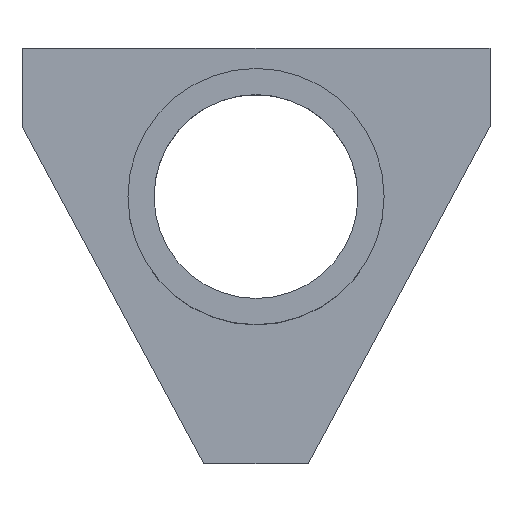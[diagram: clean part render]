
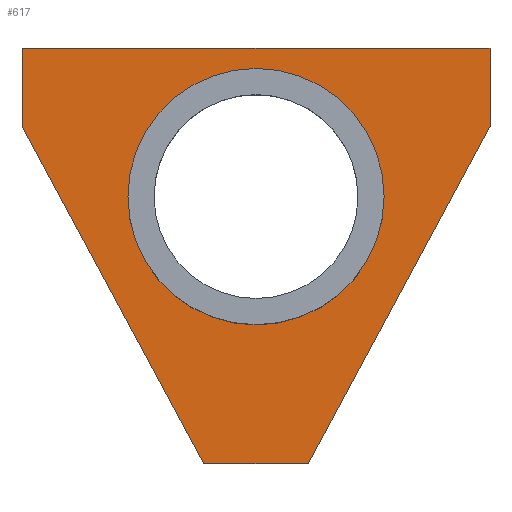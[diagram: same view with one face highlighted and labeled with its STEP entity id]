
A CAD part, top view. The second image highlights one B-rep face of the part: STEP entity #617.
In plain terms, the highlighted planar face has unit normal (0, 0, 1).
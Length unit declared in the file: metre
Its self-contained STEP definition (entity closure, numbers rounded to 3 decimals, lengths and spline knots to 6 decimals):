
#26=CIRCLE('',#666,0.026035);
#27=CIRCLE('',#671,0.026035);
#28=CIRCLE('',#675,0.031115);
#145=ORIENTED_EDGE('',*,*,#277,.F.);
#146=ORIENTED_EDGE('',*,*,#230,.T.);
#147=ORIENTED_EDGE('',*,*,#236,.T.);
#148=ORIENTED_EDGE('',*,*,#258,.T.);
#149=ORIENTED_EDGE('',*,*,#260,.T.);
#150=ORIENTED_EDGE('',*,*,#262,.T.);
#151=ORIENTED_EDGE('',*,*,#264,.T.);
#152=ORIENTED_EDGE('',*,*,#269,.T.);
#153=ORIENTED_EDGE('',*,*,#271,.T.);
#154=ORIENTED_EDGE('',*,*,#273,.T.);
#155=ORIENTED_EDGE('',*,*,#275,.T.);
#156=ORIENTED_EDGE('',*,*,#276,.T.);
#157=ORIENTED_EDGE('',*,*,#252,.T.);
#230=EDGE_CURVE('',#314,#313,#372,.T.);
#236=EDGE_CURVE('',#313,#317,#378,.T.);
#252=EDGE_CURVE('',#329,#314,#390,.T.);
#258=EDGE_CURVE('',#317,#332,#394,.T.);
#260=EDGE_CURVE('',#332,#333,#396,.T.);
#262=EDGE_CURVE('',#333,#334,#26,.T.);
#264=EDGE_CURVE('',#334,#335,#399,.T.);
#269=EDGE_CURVE('',#335,#338,#404,.T.);
#271=EDGE_CURVE('',#338,#339,#406,.T.);
#273=EDGE_CURVE('',#339,#340,#27,.T.);
#275=EDGE_CURVE('',#340,#341,#409,.T.);
#276=EDGE_CURVE('',#341,#329,#410,.T.);
#277=EDGE_CURVE('',#342,#342,#28,.T.);
#313=VERTEX_POINT('',#921);
#314=VERTEX_POINT('',#923);
#317=VERTEX_POINT('',#932);
#329=VERTEX_POINT('',#965);
#332=VERTEX_POINT('',#975);
#333=VERTEX_POINT('',#979);
#334=VERTEX_POINT('',#983);
#335=VERTEX_POINT('',#987);
#338=VERTEX_POINT('',#996);
#339=VERTEX_POINT('',#1000);
#340=VERTEX_POINT('',#1004);
#341=VERTEX_POINT('',#1008);
#342=VERTEX_POINT('',#1014);
#372=LINE('',#922,#440);
#378=LINE('',#933,#446);
#390=LINE('',#964,#458);
#394=LINE('',#976,#462);
#396=LINE('',#980,#464);
#399=LINE('',#988,#467);
#404=LINE('',#997,#472);
#406=LINE('',#1001,#474);
#409=LINE('',#1009,#477);
#410=LINE('',#1011,#478);
#440=VECTOR('',#734,1.);
#446=VECTOR('',#742,1.);
#458=VECTOR('',#770,1.);
#462=VECTOR('',#782,1.);
#464=VECTOR('',#786,1.);
#467=VECTOR('',#795,1.);
#472=VECTOR('',#802,1.);
#474=VECTOR('',#806,1.);
#477=VECTOR('',#815,1.);
#478=VECTOR('',#818,1.);
#507=EDGE_LOOP('',(#145));
#508=EDGE_LOOP('',(#146,#147,#148,#149,#150,#151,#152,#153,#154,#155,#156,
#157));
#549=FACE_BOUND('',#507,.T.);
#550=FACE_BOUND('',#508,.T.);
#587=PLANE('',#674);
#617=ADVANCED_FACE('',(#549,#550),#587,.T.);
#666=AXIS2_PLACEMENT_3D('',#984,#790,#791);
#671=AXIS2_PLACEMENT_3D('',#1005,#810,#811);
#674=AXIS2_PLACEMENT_3D('',#1012,#819,#820);
#675=AXIS2_PLACEMENT_3D('',#1013,#821,#822);
#734=DIRECTION('',(1.,0.,0.));
#742=DIRECTION('',(0.474,0.88,0.));
#770=DIRECTION('',(0.474,-0.88,0.));
#782=DIRECTION('',(0.,1.,0.));
#786=DIRECTION('',(-1.,0.,0.));
#790=DIRECTION('',(0.,0.,1.));
#791=DIRECTION('',(1.,0.,0.));
#795=DIRECTION('',(0.,1.,0.));
#802=DIRECTION('',(-1.,0.,0.));
#806=DIRECTION('',(0.,-1.,0.));
#810=DIRECTION('',(0.,0.,1.));
#811=DIRECTION('',(1.,0.,0.));
#815=DIRECTION('',(-1.,0.,0.));
#818=DIRECTION('',(0.,-1.,0.));
#819=DIRECTION('',(0.,0.,1.));
#820=DIRECTION('',(1.,0.,0.));
#821=DIRECTION('',(0.,0.,1.));
#822=DIRECTION('',(1.,0.,0.));
#921=CARTESIAN_POINT('',(0.012694,-0.0585,0.02413));
#922=CARTESIAN_POINT('',(-0.000006,-0.0585,0.02413));
#923=CARTESIAN_POINT('',(-0.012706,-0.0585,0.02413));
#932=CARTESIAN_POINT('',(0.056827,0.023415,0.02413));
#933=CARTESIAN_POINT('',(0.034761,-0.017542,0.02413));
#964=CARTESIAN_POINT('',(-0.034772,-0.017542,0.02413));
#965=CARTESIAN_POINT('',(-0.056838,0.023415,0.02413));
#975=CARTESIAN_POINT('',(0.056827,0.042465,0.02413));
#976=CARTESIAN_POINT('',(0.056827,0.03294,0.02413));
#979=CARTESIAN_POINT('',(0.022928,0.042465,0.02413));
#980=CARTESIAN_POINT('',(0.039877,0.042465,0.02413));
#983=CARTESIAN_POINT('',(0.022854,0.042243,0.02413));
#984=CARTESIAN_POINT('',(0.047619,0.03421,0.02413));
#987=CARTESIAN_POINT('',(0.022854,0.042465,0.02413));
#988=CARTESIAN_POINT('',(0.022854,0.042354,0.02413));
#996=CARTESIAN_POINT('',(-0.022866,0.042465,0.02413));
#997=CARTESIAN_POINT('',(-0.000006,0.042465,0.02413));
#1000=CARTESIAN_POINT('',(-0.022866,0.042243,0.02413));
#1001=CARTESIAN_POINT('',(-0.022866,0.042354,0.02413));
#1004=CARTESIAN_POINT('',(-0.022939,0.042465,0.02413));
#1005=CARTESIAN_POINT('',(-0.047631,0.03421,0.02413));
#1008=CARTESIAN_POINT('',(-0.056838,0.042465,0.02413));
#1009=CARTESIAN_POINT('',(-0.039889,0.042465,0.02413));
#1011=CARTESIAN_POINT('',(-0.056838,0.03294,0.02413));
#1012=CARTESIAN_POINT('',(-0.000006,-0.008017,0.02413));
#1013=CARTESIAN_POINT('',(0.,0.00635,0.02413));
#1014=CARTESIAN_POINT('',(0.031115,0.00635,0.02413));
